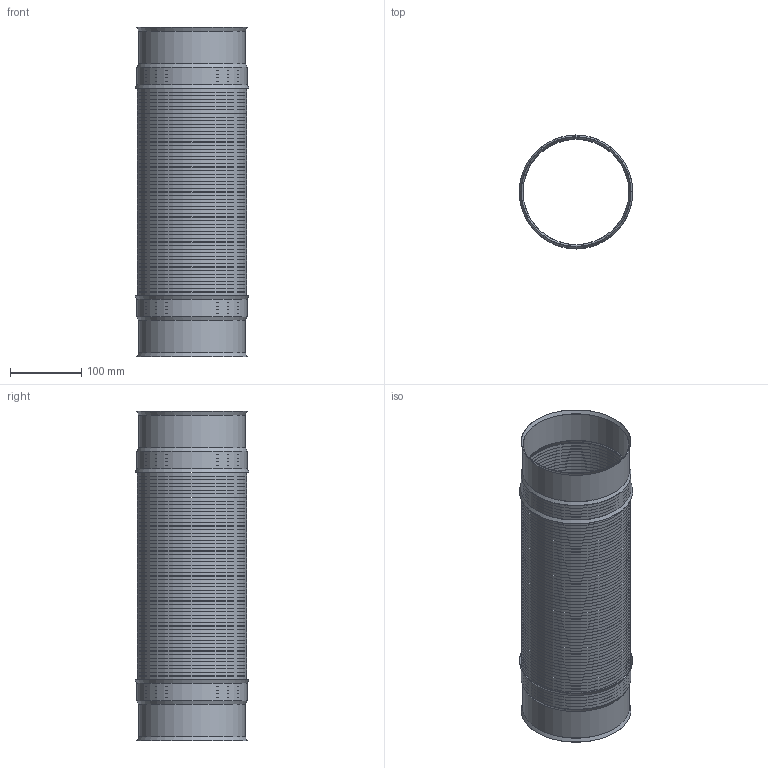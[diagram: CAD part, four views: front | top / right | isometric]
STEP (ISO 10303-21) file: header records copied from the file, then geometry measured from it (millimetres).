
FILE_DESCRIPTION(('STEP AP203'),'1');
FILE_NAME('V 4061006 SR-R flex 150 Rundrohr 350 mm.STP','2019-11-15T10:50:33',(' '),(' '),'Spatial InterOp 3D',' ',' ');
FILE_SCHEMA(('CONFIG_CONTROL_DESIGN'));
Length unit declared in the file: millimetre
Products named in the file (1): 1
Bounding box: 159.2 x 159.2 x 461.4 mm (x, y, z)
Volume: 253494.1 mm3; surface area: 575826.1 mm2
Topology: 72 solids, 72 shells, 304 faces, 468 edges, 304 vertices
Faces by surface type: cylinder 148, plane 140, cone 16
Full cylindrical faces by diameter (mm): 148 x2, 149.2 x2, 150.2 x70, 152.7 x70, 153 x2, 154.2 x2
Entity records: 6700 total; most frequent: DIRECTION 1360, CARTESIAN_POINT 984, AXIS2_PLACEMENT_3D 680, EDGE_LOOP 608, ORIENTED_EDGE 608, FACE_BOUND 468, ADVANCED_FACE 304, EDGE_CURVE 304
